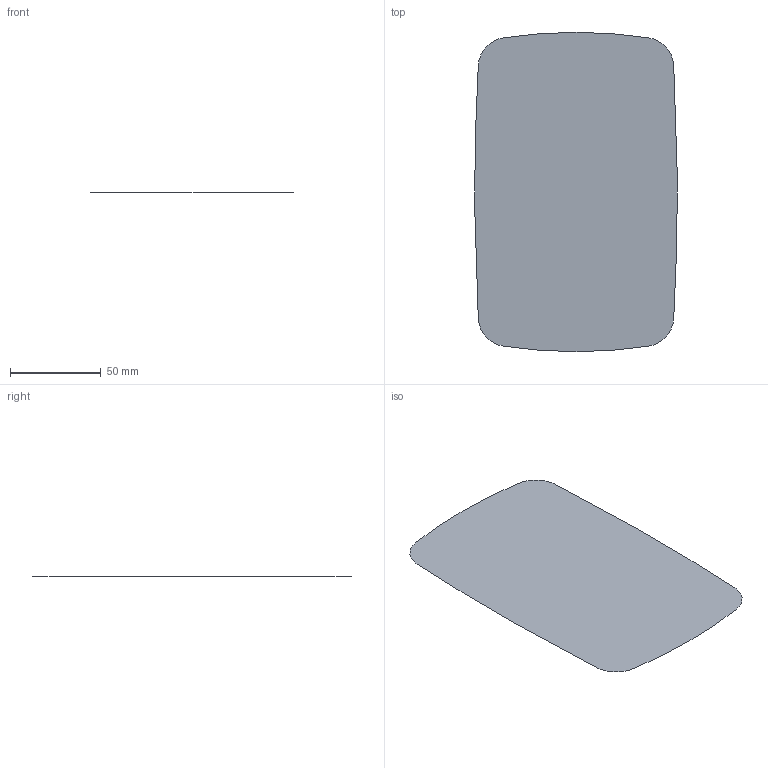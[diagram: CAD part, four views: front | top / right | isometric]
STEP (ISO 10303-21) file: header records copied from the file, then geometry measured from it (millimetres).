
FILE_DESCRIPTION(('CATIA V5 STEP Exchange'),'2;1');
FILE_NAME('1000 CC LID-Dicut.stp','2021-06-12T13:43:02+00:00',('none'),('none'),'CATIA Version 5 Release 21 GA (IN-10)','CATIA V5 STEP AP203','none');
FILE_SCHEMA(('CONFIG_CONTROL_DESIGN'));
Length unit declared in the file: millimetre
Products named in the file (1): 1000 CC LID-Dicut
Bounding box: 111.82 x 176.19 x 0 mm (x, y, z)
Surface area: 18824.8 mm2 (no closed solid volume)
Topology: 0 solids, 1 shells, 1 faces, 10 edges, 10 vertices
Faces by surface type: plane 1
Entity records: 172 total; most frequent: CARTESIAN_POINT 73, ORIENTED_EDGE 10, B_SPLINE_CURVE_WITH_KNOTS 10, EDGE_CURVE 10, VERTEX_POINT 10, DIRECTION 4, CC_DESIGN_PERSON_AND_ORGANIZATION_ASSIGNMENT 4, PERSON_AND_ORGANIZATION_ROLE 4
